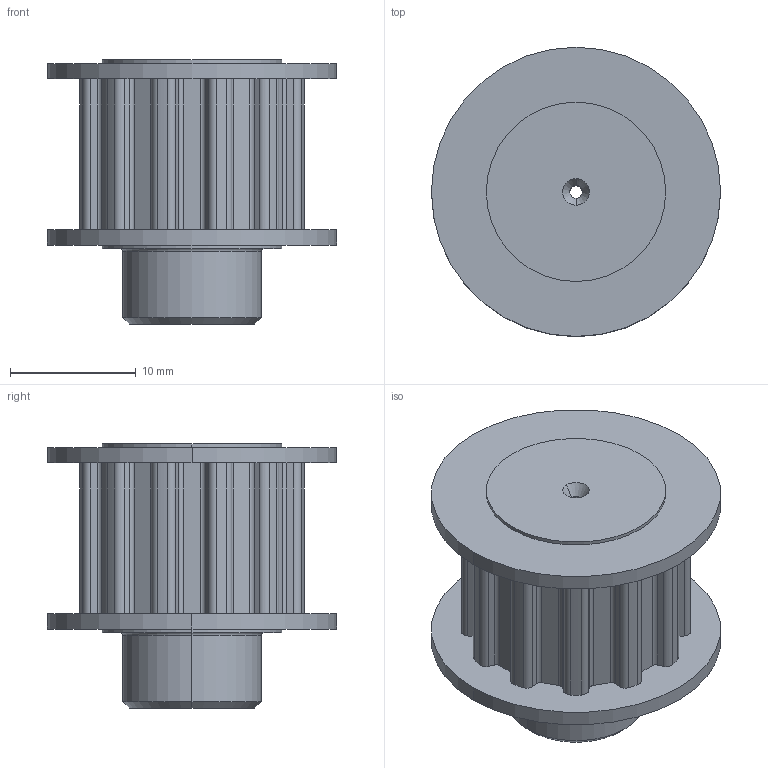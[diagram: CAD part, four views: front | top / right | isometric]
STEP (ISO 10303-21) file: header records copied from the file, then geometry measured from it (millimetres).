
FILE_DESCRIPTION (( 'STEP AP203' ), '1' );
FILE_NAME ('21T5-12-2.STEP', '2012-11-19T11:33:11', ( 'User' ), ( '' ), 'SwSTEP 2.0', 'SolidWorks 2012', '' );
FILE_SCHEMA (( 'CONFIG_CONTROL_DESIGN' ));
Length unit declared in the file: millimetre
Products named in the file (1): 21T5-12-2
Bounding box: 23 x 23 x 21 mm (x, y, z)
Surface area: 2691.4 mm2 (no closed solid volume)
Topology: 0 solids, 5 shells, 125 faces, 354 edges, 236 vertices
Faces by surface type: cylinder 74, plane 43, cone 6, torus 2
Entity records: 4011 total; most frequent: DIRECTION 772, CARTESIAN_POINT 716, ORIENTED_EDGE 500, EDGE_CURVE 354, AXIS2_PLACEMENT_3D 292, VERTEX_POINT 236, LINE 188, VECTOR 188
